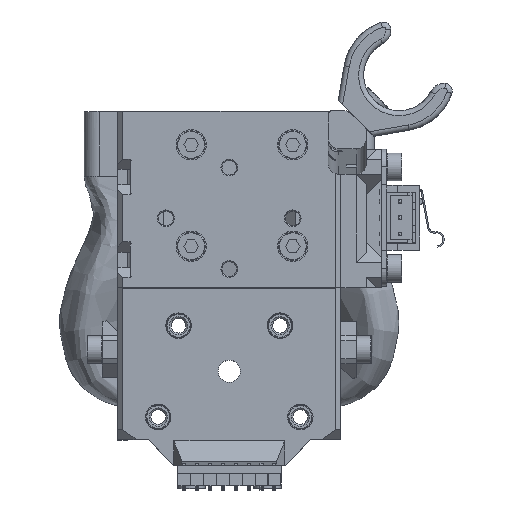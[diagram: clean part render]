
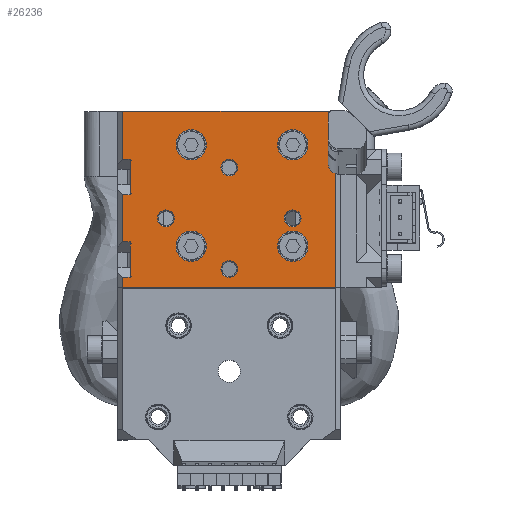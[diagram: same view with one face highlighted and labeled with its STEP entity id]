
A CAD part, top view. The second image highlights one B-rep face of the part: STEP entity #26236.
In plain terms, the highlighted face is planar.
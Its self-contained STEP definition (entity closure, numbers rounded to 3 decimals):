
#718=ELLIPSE('',#27827,2.016,2.);
#1146=FACE_BOUND('',#3040,.T.);
#1147=FACE_BOUND('',#3041,.T.);
#1148=FACE_BOUND('',#3042,.T.);
#1149=FACE_BOUND('',#3043,.T.);
#1150=FACE_BOUND('',#3044,.T.);
#1151=FACE_BOUND('',#3045,.T.);
#1152=FACE_BOUND('',#3046,.T.);
#1153=FACE_BOUND('',#3047,.T.);
#1574=FACE_OUTER_BOUND('',#3039,.T.);
#3039=EDGE_LOOP('',(#18027,#18028,#18029,#18030,#18031,#18032,#18033,#18034,
#18035,#18036,#18037,#18038,#18039,#18040,#18041));
#3040=EDGE_LOOP('',(#18042));
#3041=EDGE_LOOP('',(#18043));
#3042=EDGE_LOOP('',(#18044));
#3043=EDGE_LOOP('',(#18045));
#3044=EDGE_LOOP('',(#18046));
#3045=EDGE_LOOP('',(#18047));
#3046=EDGE_LOOP('',(#18048));
#3047=EDGE_LOOP('',(#18049));
#4512=CIRCLE('',#27785,1.65);
#4515=CIRCLE('',#27790,1.65);
#4518=CIRCLE('',#27795,1.65);
#4521=CIRCLE('',#27800,1.65);
#4527=CIRCLE('',#27817,0.8);
#4536=CIRCLE('',#27845,3.);
#4537=CIRCLE('',#27846,3.);
#4538=CIRCLE('',#27847,3.);
#4539=CIRCLE('',#27848,3.);
#5536=LINE('',#37672,#8296);
#5550=LINE('',#37702,#8310);
#5556=LINE('',#37806,#8316);
#5557=LINE('',#37808,#8317);
#5558=LINE('',#37810,#8318);
#5559=LINE('',#37812,#8319);
#5560=LINE('',#37814,#8320);
#5561=LINE('',#37816,#8321);
#5562=LINE('',#37818,#8322);
#5563=LINE('',#37820,#8323);
#5564=LINE('',#37822,#8324);
#5565=LINE('',#37824,#8325);
#5566=LINE('',#37825,#8326);
#8296=VECTOR('',#30632,10.);
#8310=VECTOR('',#30656,10.);
#8316=VECTOR('',#30704,1000.);
#8317=VECTOR('',#30705,1000.);
#8318=VECTOR('',#30706,1000.);
#8319=VECTOR('',#30707,1000.);
#8320=VECTOR('',#30708,1000.);
#8321=VECTOR('',#30709,1000.);
#8322=VECTOR('',#30710,1000.);
#8323=VECTOR('',#30711,1000.);
#8324=VECTOR('',#30712,1000.);
#8325=VECTOR('',#30713,1000.);
#8326=VECTOR('',#30714,10.);
#10903=VERTEX_POINT('',#37568);
#10906=VERTEX_POINT('',#37578);
#10909=VERTEX_POINT('',#37588);
#10912=VERTEX_POINT('',#37598);
#10937=VERTEX_POINT('',#37665);
#10938=VERTEX_POINT('',#37667);
#10939=VERTEX_POINT('',#37671);
#10950=VERTEX_POINT('',#37700);
#10953=VERTEX_POINT('',#37708);
#10961=VERTEX_POINT('',#37805);
#10962=VERTEX_POINT('',#37807);
#10963=VERTEX_POINT('',#37809);
#10964=VERTEX_POINT('',#37811);
#10965=VERTEX_POINT('',#37813);
#10966=VERTEX_POINT('',#37815);
#10967=VERTEX_POINT('',#37817);
#10968=VERTEX_POINT('',#37819);
#10969=VERTEX_POINT('',#37821);
#10970=VERTEX_POINT('',#37823);
#10971=VERTEX_POINT('',#37826);
#10972=VERTEX_POINT('',#37828);
#10973=VERTEX_POINT('',#37830);
#10974=VERTEX_POINT('',#37832);
#13589=EDGE_CURVE('',#10903,#10903,#4512,.T.);
#13594=EDGE_CURVE('',#10906,#10906,#4515,.T.);
#13599=EDGE_CURVE('',#10909,#10909,#4518,.T.);
#13604=EDGE_CURVE('',#10912,#10912,#4521,.T.);
#13639=EDGE_CURVE('',#10937,#10938,#4527,.F.);
#13641=EDGE_CURVE('',#10939,#10938,#5536,.T.);
#13657=EDGE_CURVE('',#10950,#10937,#5550,.T.);
#13660=EDGE_CURVE('',#10953,#10939,#718,.T.);
#13677=EDGE_CURVE('',#10961,#10950,#5556,.T.);
#13678=EDGE_CURVE('',#10962,#10961,#5557,.T.);
#13679=EDGE_CURVE('',#10963,#10962,#5558,.F.);
#13680=EDGE_CURVE('',#10964,#10963,#5559,.T.);
#13681=EDGE_CURVE('',#10965,#10964,#5560,.T.);
#13682=EDGE_CURVE('',#10966,#10965,#5561,.T.);
#13683=EDGE_CURVE('',#10966,#10967,#5562,.T.);
#13684=EDGE_CURVE('',#10968,#10967,#5563,.T.);
#13685=EDGE_CURVE('',#10969,#10968,#5564,.T.);
#13686=EDGE_CURVE('',#10970,#10969,#5565,.T.);
#13687=EDGE_CURVE('',#10970,#10953,#5566,.T.);
#13688=EDGE_CURVE('',#10971,#10971,#4536,.T.);
#13689=EDGE_CURVE('',#10972,#10972,#4537,.T.);
#13690=EDGE_CURVE('',#10973,#10973,#4538,.T.);
#13691=EDGE_CURVE('',#10974,#10974,#4539,.T.);
#18027=ORIENTED_EDGE('',*,*,#13660,.T.);
#18028=ORIENTED_EDGE('',*,*,#13641,.T.);
#18029=ORIENTED_EDGE('',*,*,#13639,.F.);
#18030=ORIENTED_EDGE('',*,*,#13657,.F.);
#18031=ORIENTED_EDGE('',*,*,#13677,.F.);
#18032=ORIENTED_EDGE('',*,*,#13678,.F.);
#18033=ORIENTED_EDGE('',*,*,#13679,.F.);
#18034=ORIENTED_EDGE('',*,*,#13680,.F.);
#18035=ORIENTED_EDGE('',*,*,#13681,.F.);
#18036=ORIENTED_EDGE('',*,*,#13682,.F.);
#18037=ORIENTED_EDGE('',*,*,#13683,.T.);
#18038=ORIENTED_EDGE('',*,*,#13684,.F.);
#18039=ORIENTED_EDGE('',*,*,#13685,.F.);
#18040=ORIENTED_EDGE('',*,*,#13686,.F.);
#18041=ORIENTED_EDGE('',*,*,#13687,.T.);
#18042=ORIENTED_EDGE('',*,*,#13604,.F.);
#18043=ORIENTED_EDGE('',*,*,#13599,.F.);
#18044=ORIENTED_EDGE('',*,*,#13594,.F.);
#18045=ORIENTED_EDGE('',*,*,#13589,.F.);
#18046=ORIENTED_EDGE('',*,*,#13688,.T.);
#18047=ORIENTED_EDGE('',*,*,#13689,.T.);
#18048=ORIENTED_EDGE('',*,*,#13690,.T.);
#18049=ORIENTED_EDGE('',*,*,#13691,.T.);
#24847=PLANE('',#27844);
#26236=ADVANCED_FACE('',(#1574,#1146,#1147,#1148,#1149,#1150,#1151,#1152,
#1153),#24847,.F.);
#27785=AXIS2_PLACEMENT_3D('',#37569,#30531,#30532);
#27790=AXIS2_PLACEMENT_3D('',#37579,#30543,#30544);
#27795=AXIS2_PLACEMENT_3D('',#37589,#30555,#30556);
#27800=AXIS2_PLACEMENT_3D('',#37599,#30567,#30568);
#27817=AXIS2_PLACEMENT_3D('',#37668,#30627,#30628);
#27827=AXIS2_PLACEMENT_3D('',#37709,#30663,#30664);
#27844=AXIS2_PLACEMENT_3D('',#37804,#30702,#30703);
#27845=AXIS2_PLACEMENT_3D('',#37827,#30715,#30716);
#27846=AXIS2_PLACEMENT_3D('',#37829,#30717,#30718);
#27847=AXIS2_PLACEMENT_3D('',#37831,#30719,#30720);
#27848=AXIS2_PLACEMENT_3D('',#37833,#30721,#30722);
#30531=DIRECTION('center_axis',(0.,0.,-1.));
#30532=DIRECTION('ref_axis',(-1.,0.,0.));
#30543=DIRECTION('center_axis',(0.,0.,-1.));
#30544=DIRECTION('ref_axis',(-1.,0.,0.));
#30555=DIRECTION('center_axis',(0.,0.,-1.));
#30556=DIRECTION('ref_axis',(-1.,0.,0.));
#30567=DIRECTION('center_axis',(0.,0.,-1.));
#30568=DIRECTION('ref_axis',(-1.,0.,0.));
#30627=DIRECTION('center_axis',(0.,0.,1.));
#30628=DIRECTION('ref_axis',(0.707,0.707,0.));
#30632=DIRECTION('',(0.,1.,0.));
#30656=DIRECTION('',(-1.,0.,0.));
#30663=DIRECTION('center_axis',(0.,0.,1.));
#30664=DIRECTION('ref_axis',(0.,-1.,0.));
#30702=DIRECTION('center_axis',(0.,0.,1.));
#30703=DIRECTION('ref_axis',(1.,0.,0.));
#30704=DIRECTION('',(0.,1.,0.));
#30705=DIRECTION('',(1.,0.,0.));
#30706=DIRECTION('',(0.,-1.,0.));
#30707=DIRECTION('',(-1.,0.,0.));
#30708=DIRECTION('',(0.,1.,0.));
#30709=DIRECTION('',(1.,0.,0.));
#30710=DIRECTION('',(0.,-1.,0.));
#30711=DIRECTION('',(-1.,0.,0.));
#30712=DIRECTION('',(0.,1.,0.));
#30713=DIRECTION('',(1.,0.,0.));
#30714=DIRECTION('',(0.,1.,0.));
#30715=DIRECTION('center_axis',(0.,0.,1.));
#30716=DIRECTION('ref_axis',(1.,0.,0.));
#30717=DIRECTION('center_axis',(0.,0.,1.));
#30718=DIRECTION('ref_axis',(1.,0.,0.));
#30719=DIRECTION('center_axis',(0.,0.,1.));
#30720=DIRECTION('ref_axis',(1.,0.,0.));
#30721=DIRECTION('center_axis',(0.,0.,1.));
#30722=DIRECTION('ref_axis',(1.,0.,0.));
#37568=CARTESIAN_POINT('',(14.15,0.,-33.));
#37569=CARTESIAN_POINT('Origin',(12.5,0.,-33.));
#37578=CARTESIAN_POINT('',(1.65,10.,-33.));
#37579=CARTESIAN_POINT('Origin',(0.,10.,-33.));
#37588=CARTESIAN_POINT('',(1.65,-10.,-33.));
#37589=CARTESIAN_POINT('Origin',(0.,-10.,-33.));
#37598=CARTESIAN_POINT('',(-10.85,0.,-33.));
#37599=CARTESIAN_POINT('Origin',(-12.5,0.,-33.));
#37665=CARTESIAN_POINT('',(-20.3,21.15,-33.));
#37667=CARTESIAN_POINT('',(-19.5,20.35,-33.));
#37668=CARTESIAN_POINT('Origin',(-20.3,20.35,-33.));
#37671=CARTESIAN_POINT('',(-19.5,10.791,-33.));
#37672=CARTESIAN_POINT('',(-19.5,0.625,-33.));
#37700=CARTESIAN_POINT('',(21.,21.15,-33.));
#37702=CARTESIAN_POINT('',(21.,21.15,-33.));
#37708=CARTESIAN_POINT('',(-21.,8.839,-33.));
#37709=CARTESIAN_POINT('Origin',(-21.5,10.791,-33.));
#37804=CARTESIAN_POINT('Origin',(11.,-13.65,-33.));
#37805=CARTESIAN_POINT('',(21.,11.65,-33.));
#37806=CARTESIAN_POINT('',(21.,-13.65,-33.));
#37807=CARTESIAN_POINT('',(19.551,11.65,-33.));
#37808=CARTESIAN_POINT('',(11.,11.65,-33.));
#37809=CARTESIAN_POINT('',(19.551,4.65,-33.));
#37810=CARTESIAN_POINT('',(19.551,-6.825,-33.));
#37811=CARTESIAN_POINT('',(21.,4.65,-33.));
#37812=CARTESIAN_POINT('',(19.551,4.65,-33.));
#37813=CARTESIAN_POINT('',(21.,-4.65,-33.));
#37814=CARTESIAN_POINT('',(21.,-13.65,-33.));
#37815=CARTESIAN_POINT('',(19.551,-4.65,-33.));
#37816=CARTESIAN_POINT('',(11.,-4.65,-33.));
#37817=CARTESIAN_POINT('',(19.551,-11.65,-33.));
#37818=CARTESIAN_POINT('',(19.551,-6.825,-33.));
#37819=CARTESIAN_POINT('',(21.,-11.65,-33.));
#37820=CARTESIAN_POINT('',(19.551,-11.65,-33.));
#37821=CARTESIAN_POINT('',(21.,-13.65,-33.));
#37822=CARTESIAN_POINT('',(21.,-13.65,-33.));
#37823=CARTESIAN_POINT('',(-21.,-13.65,-33.));
#37824=CARTESIAN_POINT('',(11.,-13.65,-33.));
#37825=CARTESIAN_POINT('',(-21.,13.65,-33.));
#37826=CARTESIAN_POINT('',(4.5,-5.5,-33.));
#37827=CARTESIAN_POINT('Origin',(7.5,-5.5,-33.));
#37828=CARTESIAN_POINT('',(4.5,14.5,-33.));
#37829=CARTESIAN_POINT('Origin',(7.5,14.5,-33.));
#37830=CARTESIAN_POINT('',(-15.5,-5.5,-33.));
#37831=CARTESIAN_POINT('Origin',(-12.5,-5.5,-33.));
#37832=CARTESIAN_POINT('',(-15.5,14.5,-33.));
#37833=CARTESIAN_POINT('Origin',(-12.5,14.5,-33.));
